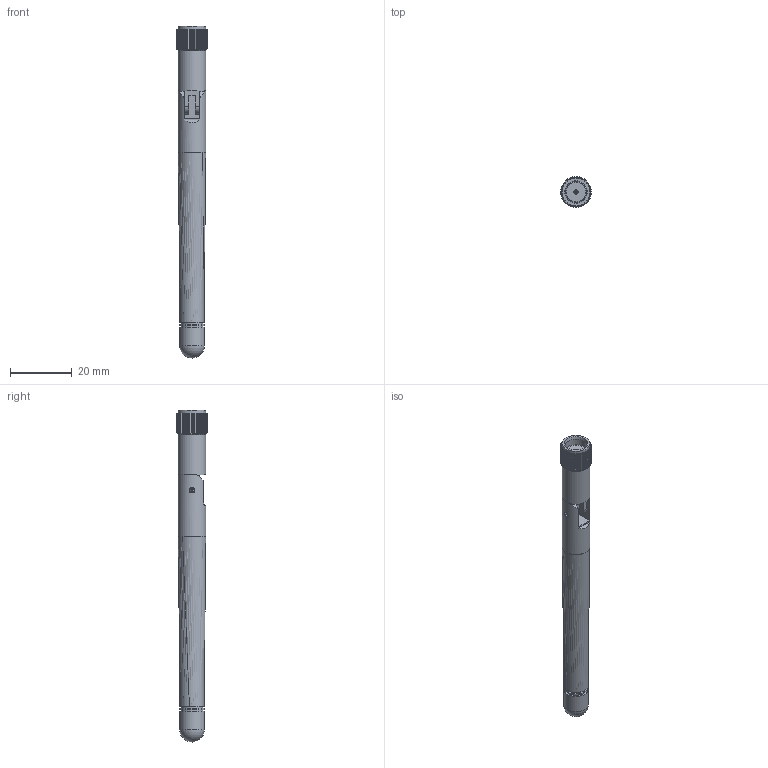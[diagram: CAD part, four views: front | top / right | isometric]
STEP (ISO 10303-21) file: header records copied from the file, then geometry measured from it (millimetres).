
FILE_DESCRIPTION(/* description */ ('STEP AP214'),/* implementation_level */ '2;1');
FILE_NAME(/* name */ 'Antenna.step',/* time_stamp */ '2025-11-14T17:45:17-08:00',/* author */ (''),/* organization */ (''),/* preprocessor_version */ 'ST-DEVELOPER v20.1',/* originating_system */ 'Autodesk Translation Framework v14.17.0.0',/* authorisation */ '');
FILE_SCHEMA (('AUTOMOTIVE_DESIGN { 1 0 10303 214 3 1 1 }'));
Length unit declared in the file: millimetre
Products named in the file (3): 2.4 GHz Antenna; 2.4 GHz Antenna Base; 2.4 GHz Antenna Top
Assembly tree (2 placements, depth 2):
  2.4 GHz Antenna
    2.4 GHz Antenna Base
    2.4 GHz Antenna Top
Bounding box: 10 x 9.99 x 107.5 mm (x, y, z)
Volume: 5849.1 mm3; surface area: 3630.2 mm2
Topology: 2 solids, 2 shells, 242 faces, 670 edges, 446 vertices
Faces by surface type: plane 147, cylinder 80, bspline 8, torus 3, cone 3, sphere 1
Full cylindrical faces by diameter (mm): 0.804 x1, 1.4 x1, 1.5 x4, 6.44 x1, 6.9 x1, 7 x1, 7.1 x2, 8 x2, 9 x4
Entity records: 8346 total; most frequent: CARTESIAN_POINT 2598, ORIENTED_EDGE 1338, DIRECTION 1088, EDGE_CURVE 669, VERTEX_POINT 446, AXIS2_PLACEMENT_3D 422, EDGE_LOOP 261, LINE 244
